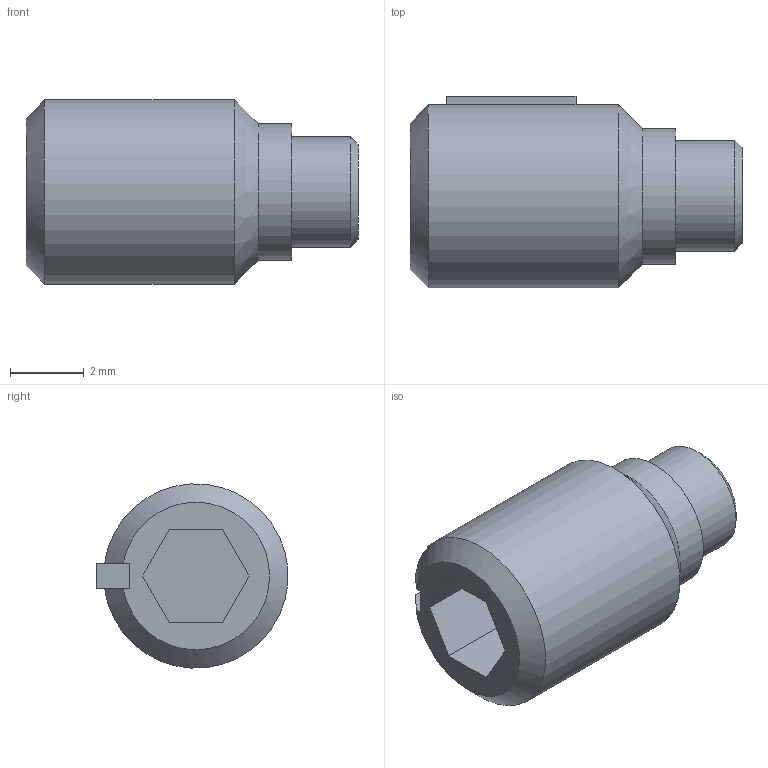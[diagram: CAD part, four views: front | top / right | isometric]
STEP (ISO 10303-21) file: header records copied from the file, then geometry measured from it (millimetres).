
FILE_DESCRIPTION( ( 'STEP AP214' ), '1' );
FILE_NAME( 'K0668.305X9.stp', '2020-12-09T10:53:36', ( '' ), ( '' ), ' ', 'PARTsolutions', ' ' );
FILE_SCHEMA( ( 'AUTOMOTIVE_DESIGN { 1 0 10303 214 1 1 1 1 }' ) );
Length unit declared in the file: millimetre
Products named in the file (1): _K0668.305X9
Bounding box: 9 x 5.19 x 4.99 mm (x, y, z)
Volume: 123.4 mm3; surface area: 199.4 mm2
Topology: 1 solids, 2 shells, 30 faces, 69 edges, 44 vertices
Faces by surface type: plane 22, cone 4, cylinder 4
Full cylindrical faces by diameter (mm): 3 x2
Entity records: 1078 total; most frequent: CARTESIAN_POINT 152, DIRECTION 134, ORIENTED_EDGE 130, EDGE_CURVE 65, LINE 50, VECTOR 50, VERTEX_POINT 44, AXIS2_PLACEMENT_3D 42
